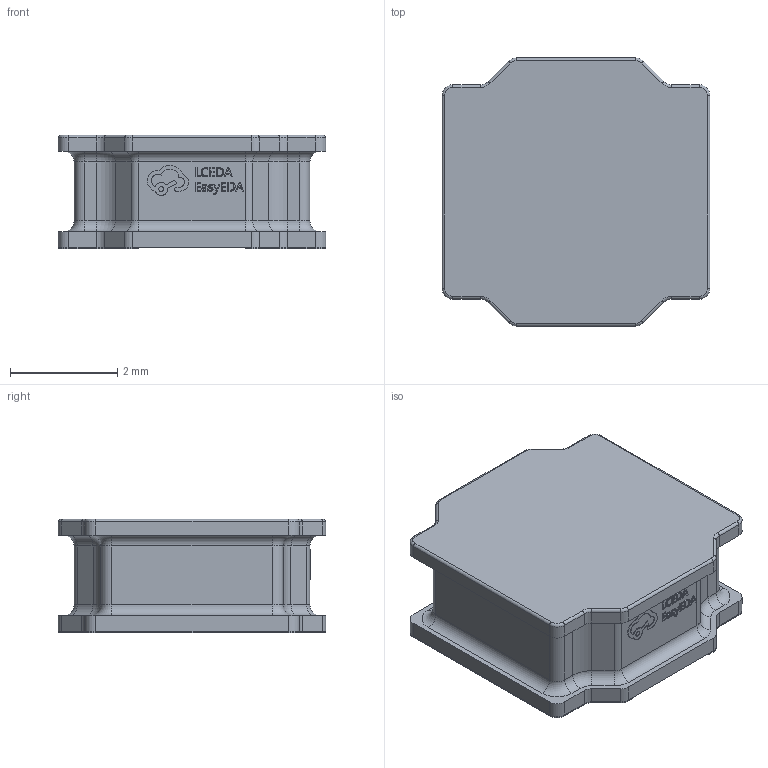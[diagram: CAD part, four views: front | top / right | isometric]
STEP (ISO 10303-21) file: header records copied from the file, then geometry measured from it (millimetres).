
FILE_DESCRIPTION (( 'STEP AP214' ), '1' );
FILE_NAME ('IND-SMD_L5.0-W5.0-1.STEP', '2022-08-31T06:03:22', ( 'PC' ), ( 'Microsoft' ), 'SwSTEP 2.0', 'SolidWorks 2020', '' );
FILE_SCHEMA (( 'AUTOMOTIVE_DESIGN' ));
Length unit declared in the file: millimetre
Products named in the file (1): IND-SMD_L5.0-W5.0-1
Bounding box: 5 x 5 x 2.12 mm (x, y, z)
Volume: 40.6 mm3; surface area: 114.5 mm2
Topology: 3 solids, 3 shells, 404 faces, 1059 edges, 682 vertices
Faces by surface type: plane 186, bspline 98, cylinder 84, torus 36
Entity records: 17379 total; most frequent: CARTESIAN_POINT 3452, ORIENTED_EDGE 2118, DIRECTION 1677, EDGE_CURVE 1059, VERTEX_POINT 682, LINE 655, VECTOR 655, AXIS2_PLACEMENT_3D 511
